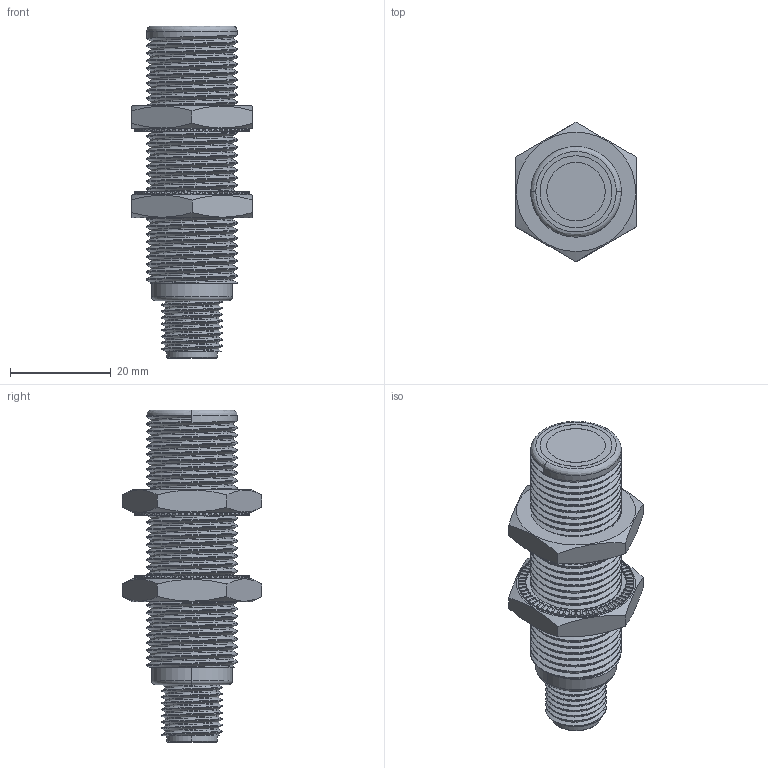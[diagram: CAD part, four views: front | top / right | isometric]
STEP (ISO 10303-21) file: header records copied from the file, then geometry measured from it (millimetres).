
FILE_DESCRIPTION (( 'STEP AP214' ), '1' );
FILE_NAME ('PXUS300-18IV1_3D.step', '2023-06-21T22:46:09', ( '' ), ( '' ), 'SwSTEP 2.0', 'SolidWorks 2022', '' );
FILE_SCHEMA (( 'AUTOMOTIVE_DESIGN' ));
Length unit declared in the file: inch
Products named in the file (3): M18ÂÞÃ±; PXUS300-18IV1; PXUS300-18IV1_3D
Assembly tree (3 placements, depth 2):
  PXUS300-18IV1_3D
    PXUS300-18IV1
    M18ÂÞÃ±  x2
Bounding box: 24 x 27.71 x 66 mm (x, y, z)
Volume: 15435.4 mm3; surface area: 8680.1 mm2
Topology: 3 solids, 3 shells, 446 faces, 1259 edges, 832 vertices
Faces by surface type: cylinder 253, plane 154, bspline 15, cone 12, sphere 10, torus 2
Entity records: 20698 total; most frequent: CARTESIAN_POINT 13711, ORIENTED_EDGE 1634, DIRECTION 1228, EDGE_CURVE 817, VERTEX_POINT 538, AXIS2_PLACEMENT_3D 488, EDGE_LOOP 309, ADVANCED_FACE 295
